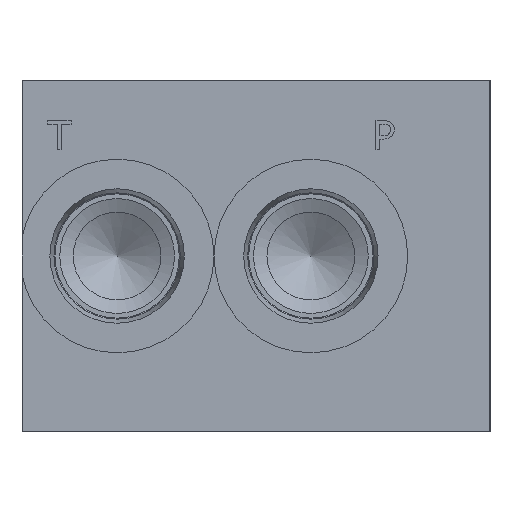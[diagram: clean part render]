
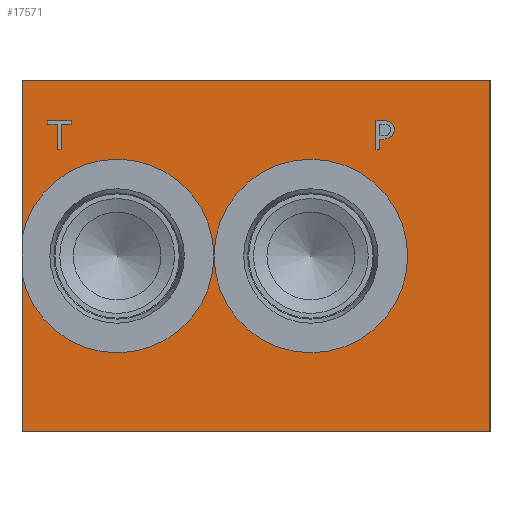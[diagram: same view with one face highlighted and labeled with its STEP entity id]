
A CAD part, left-side view. The second image highlights one B-rep face of the part: STEP entity #17571.
In plain terms, the highlighted planar face has unit normal (-1, 0, 0).
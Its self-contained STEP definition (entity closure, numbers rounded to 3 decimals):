
#221=CIRCLE('',#18297,21.019);
#222=CIRCLE('',#18298,21.019);
#223=CIRCLE('',#18299,21.019);
#639=FACE_BOUND('',#3147,.T.);
#640=FACE_BOUND('',#3148,.T.);
#641=FACE_BOUND('',#3149,.T.);
#1189=B_SPLINE_CURVE_WITH_KNOTS('',2,(#29158,#29159,#29160,#29161),
 .UNSPECIFIED.,.F.,.F.,(3,1,3),(0.,1.,2.),.UNSPECIFIED.);
#1191=B_SPLINE_CURVE_WITH_KNOTS('',2,(#29179,#29180,#29181,#29182),
 .UNSPECIFIED.,.F.,.F.,(3,1,3),(0.,1.,2.),.UNSPECIFIED.);
#1193=B_SPLINE_CURVE_WITH_KNOTS('',2,(#29228,#29229,#29230,#29231),
 .UNSPECIFIED.,.F.,.F.,(3,1,3),(0.,1.,2.),.UNSPECIFIED.);
#1195=B_SPLINE_CURVE_WITH_KNOTS('',2,(#29246,#29247,#29248,#29249),
 .UNSPECIFIED.,.F.,.F.,(3,1,3),(0.,1.,2.),.UNSPECIFIED.);
#2149=FACE_OUTER_BOUND('',#3146,.T.);
#3146=EDGE_LOOP('',(#14220,#14221,#14222,#14223,#14224,#14225));
#3147=EDGE_LOOP('',(#14226,#14227));
#3148=EDGE_LOOP('',(#14228,#14229,#14230,#14231,#14232,#14233,#14234,#14235));
#3149=EDGE_LOOP('',(#14236,#14237,#14238,#14239,#14240,#14241,#14242,#14243,
#14244));
#3577=LINE('',#22803,#5138);
#4041=LINE('',#26085,#5602);
#4719=LINE('',#29191,#6280);
#4722=LINE('',#29197,#6283);
#4725=LINE('',#29203,#6286);
#4728=LINE('',#29209,#6289);
#4731=LINE('',#29215,#6292);
#4735=LINE('',#29259,#6296);
#4736=LINE('',#29261,#6297);
#4737=LINE('',#29262,#6298);
#4738=LINE('',#29269,#6299);
#4739=LINE('',#29271,#6300);
#4740=LINE('',#29273,#6301);
#4741=LINE('',#29275,#6302);
#4742=LINE('',#29277,#6303);
#4743=LINE('',#29279,#6304);
#4744=LINE('',#29281,#6305);
#4745=LINE('',#29282,#6306);
#5138=VECTOR('',#19019,10.);
#5602=VECTOR('',#19781,10.);
#6280=VECTOR('',#20923,10.);
#6283=VECTOR('',#20928,10.);
#6286=VECTOR('',#20933,10.);
#6289=VECTOR('',#20938,10.);
#6292=VECTOR('',#20943,10.);
#6296=VECTOR('',#20953,10.);
#6297=VECTOR('',#20954,10.);
#6298=VECTOR('',#20955,10.);
#6299=VECTOR('',#20960,10.);
#6300=VECTOR('',#20961,10.);
#6301=VECTOR('',#20962,10.);
#6302=VECTOR('',#20963,10.);
#6303=VECTOR('',#20964,10.);
#6304=VECTOR('',#20965,10.);
#6305=VECTOR('',#20966,10.);
#6306=VECTOR('',#20967,10.);
#6690=VERTEX_POINT('',#22799);
#6692=VERTEX_POINT('',#22802);
#7201=VERTEX_POINT('',#26083);
#7791=VERTEX_POINT('',#29156);
#7792=VERTEX_POINT('',#29157);
#7795=VERTEX_POINT('',#29178);
#7797=VERTEX_POINT('',#29190);
#7799=VERTEX_POINT('',#29196);
#7801=VERTEX_POINT('',#29202);
#7803=VERTEX_POINT('',#29208);
#7805=VERTEX_POINT('',#29214);
#7807=VERTEX_POINT('',#29227);
#7809=VERTEX_POINT('',#29256);
#7810=VERTEX_POINT('',#29257);
#7811=VERTEX_POINT('',#29260);
#7812=VERTEX_POINT('',#29263);
#7813=VERTEX_POINT('',#29264);
#7814=VERTEX_POINT('',#29267);
#7815=VERTEX_POINT('',#29268);
#7816=VERTEX_POINT('',#29270);
#7817=VERTEX_POINT('',#29272);
#7818=VERTEX_POINT('',#29274);
#7819=VERTEX_POINT('',#29276);
#7820=VERTEX_POINT('',#29278);
#7821=VERTEX_POINT('',#29280);
#8412=EDGE_CURVE('',#6692,#6690,#3577,.T.);
#9166=EDGE_CURVE('',#6690,#7201,#4041,.T.);
#10046=EDGE_CURVE('',#7791,#7792,#1189,.T.);
#10050=EDGE_CURVE('',#7795,#7791,#1191,.T.);
#10053=EDGE_CURVE('',#7797,#7795,#4719,.T.);
#10056=EDGE_CURVE('',#7799,#7797,#4722,.T.);
#10059=EDGE_CURVE('',#7801,#7799,#4725,.T.);
#10062=EDGE_CURVE('',#7803,#7801,#4728,.T.);
#10065=EDGE_CURVE('',#7805,#7803,#4731,.T.);
#10068=EDGE_CURVE('',#7807,#7805,#1193,.T.);
#10071=EDGE_CURVE('',#7792,#7807,#1195,.T.);
#10073=EDGE_CURVE('',#7809,#7810,#221,.T.);
#10074=EDGE_CURVE('',#6692,#7810,#4735,.T.);
#10075=EDGE_CURVE('',#7811,#7201,#4736,.T.);
#10076=EDGE_CURVE('',#7809,#7811,#4737,.T.);
#10077=EDGE_CURVE('',#7812,#7813,#222,.T.);
#10078=EDGE_CURVE('',#7813,#7812,#223,.T.);
#10079=EDGE_CURVE('',#7814,#7815,#4738,.T.);
#10080=EDGE_CURVE('',#7815,#7816,#4739,.T.);
#10081=EDGE_CURVE('',#7816,#7817,#4740,.T.);
#10082=EDGE_CURVE('',#7817,#7818,#4741,.T.);
#10083=EDGE_CURVE('',#7818,#7819,#4742,.T.);
#10084=EDGE_CURVE('',#7819,#7820,#4743,.T.);
#10085=EDGE_CURVE('',#7820,#7821,#4744,.T.);
#10086=EDGE_CURVE('',#7821,#7814,#4745,.T.);
#14220=ORIENTED_EDGE('',*,*,#10073,.T.);
#14221=ORIENTED_EDGE('',*,*,#10074,.F.);
#14222=ORIENTED_EDGE('',*,*,#8412,.T.);
#14223=ORIENTED_EDGE('',*,*,#9166,.T.);
#14224=ORIENTED_EDGE('',*,*,#10075,.F.);
#14225=ORIENTED_EDGE('',*,*,#10076,.F.);
#14226=ORIENTED_EDGE('',*,*,#10077,.T.);
#14227=ORIENTED_EDGE('',*,*,#10078,.T.);
#14228=ORIENTED_EDGE('',*,*,#10079,.T.);
#14229=ORIENTED_EDGE('',*,*,#10080,.T.);
#14230=ORIENTED_EDGE('',*,*,#10081,.T.);
#14231=ORIENTED_EDGE('',*,*,#10082,.T.);
#14232=ORIENTED_EDGE('',*,*,#10083,.T.);
#14233=ORIENTED_EDGE('',*,*,#10084,.T.);
#14234=ORIENTED_EDGE('',*,*,#10085,.T.);
#14235=ORIENTED_EDGE('',*,*,#10086,.T.);
#14236=ORIENTED_EDGE('',*,*,#10046,.T.);
#14237=ORIENTED_EDGE('',*,*,#10071,.T.);
#14238=ORIENTED_EDGE('',*,*,#10068,.T.);
#14239=ORIENTED_EDGE('',*,*,#10065,.T.);
#14240=ORIENTED_EDGE('',*,*,#10062,.T.);
#14241=ORIENTED_EDGE('',*,*,#10059,.T.);
#14242=ORIENTED_EDGE('',*,*,#10056,.T.);
#14243=ORIENTED_EDGE('',*,*,#10053,.T.);
#14244=ORIENTED_EDGE('',*,*,#10050,.T.);
#16173=PLANE('',#18296);
#17571=ADVANCED_FACE('',(#2149,#639,#640,#641),#16173,.T.);
#18296=AXIS2_PLACEMENT_3D('',#29255,#20949,#20950);
#18297=AXIS2_PLACEMENT_3D('',#29258,#20951,#20952);
#18298=AXIS2_PLACEMENT_3D('',#29265,#20956,#20957);
#18299=AXIS2_PLACEMENT_3D('',#29266,#20958,#20959);
#19019=DIRECTION('',(0.,-1.,0.));
#19781=DIRECTION('',(0.,0.,1.));
#20923=DIRECTION('',(0.,-1.,0.));
#20928=DIRECTION('',(0.,0.,1.));
#20933=DIRECTION('',(0.,1.,0.));
#20938=DIRECTION('',(0.,0.,-1.));
#20943=DIRECTION('',(0.,1.,0.));
#20949=DIRECTION('center_axis',(-1.,0.,0.));
#20950=DIRECTION('ref_axis',(0.,-1.,0.));
#20951=DIRECTION('center_axis',(1.,0.,0.));
#20952=DIRECTION('ref_axis',(0.,0.,1.));
#20953=DIRECTION('',(0.,0.,1.));
#20954=DIRECTION('',(0.,-1.,0.));
#20955=DIRECTION('',(0.,0.,1.));
#20956=DIRECTION('center_axis',(1.,0.,0.));
#20957=DIRECTION('ref_axis',(0.,0.,1.));
#20958=DIRECTION('center_axis',(1.,0.,0.));
#20959=DIRECTION('ref_axis',(0.,0.,1.));
#20960=DIRECTION('',(0.,1.,0.));
#20961=DIRECTION('',(0.,0.,1.));
#20962=DIRECTION('',(0.,1.,0.));
#20963=DIRECTION('',(0.,0.,1.));
#20964=DIRECTION('',(0.,-1.,0.));
#20965=DIRECTION('',(0.,0.,-1.));
#20966=DIRECTION('',(0.,1.,0.));
#20967=DIRECTION('',(0.,0.,-1.));
#22799=CARTESIAN_POINT('',(0.,0.,0.));
#22802=CARTESIAN_POINT('',(0.,101.6,0.));
#22803=CARTESIAN_POINT('',(0.,101.6,0.));
#26083=CARTESIAN_POINT('',(0.,0.,76.2));
#26085=CARTESIAN_POINT('',(0.,0.,0.));
#29156=CARTESIAN_POINT('',(0.,21.499,67.073));
#29157=CARTESIAN_POINT('',(0.,20.743,65.554));
#29158=CARTESIAN_POINT('Ctrl Pts',(0.,21.499,67.073));
#29159=CARTESIAN_POINT('Ctrl Pts',(0.,21.144,66.831));
#29160=CARTESIAN_POINT('Ctrl Pts',(0.,20.743,66.085));
#29161=CARTESIAN_POINT('Ctrl Pts',(0.,20.743,65.554));
#29178=CARTESIAN_POINT('',(0.,23.162,67.469));
#29179=CARTESIAN_POINT('Ctrl Pts',(0.,23.162,67.469));
#29180=CARTESIAN_POINT('Ctrl Pts',(0.,22.596,67.469));
#29181=CARTESIAN_POINT('Ctrl Pts',(0.,21.803,67.283));
#29182=CARTESIAN_POINT('Ctrl Pts',(0.,21.499,67.073));
#29190=CARTESIAN_POINT('',(0.,24.757,67.469));
#29191=CARTESIAN_POINT('',(0.,63.178,67.469));
#29196=CARTESIAN_POINT('',(0.,24.757,61.119));
#29197=CARTESIAN_POINT('',(0.,24.757,30.559));
#29202=CARTESIAN_POINT('',(0.,23.913,61.119));
#29203=CARTESIAN_POINT('',(0.,62.756,61.119));
#29208=CARTESIAN_POINT('',(0.,23.913,63.486));
#29209=CARTESIAN_POINT('',(0.,23.913,31.743));
#29214=CARTESIAN_POINT('',(0.,23.198,63.486));
#29215=CARTESIAN_POINT('',(0.,62.399,63.486));
#29227=CARTESIAN_POINT('',(0.,21.299,64.145));
#29228=CARTESIAN_POINT('Ctrl Pts',(0.,21.299,64.145));
#29229=CARTESIAN_POINT('Ctrl Pts',(0.,21.628,63.82));
#29230=CARTESIAN_POINT('Ctrl Pts',(0.,22.518,63.486));
#29231=CARTESIAN_POINT('Ctrl Pts',(0.,23.198,63.486));
#29246=CARTESIAN_POINT('Ctrl Pts',(0.,20.743,65.554));
#29247=CARTESIAN_POINT('Ctrl Pts',(0.,20.743,65.143));
#29248=CARTESIAN_POINT('Ctrl Pts',(0.,21.036,64.402));
#29249=CARTESIAN_POINT('Ctrl Pts',(0.,21.299,64.145));
#29255=CARTESIAN_POINT('Origin',(0.,101.6,0.));
#29256=CARTESIAN_POINT('',(0.,101.6,42.017));
#29257=CARTESIAN_POINT('',(0.,101.6,34.183));
#29258=CARTESIAN_POINT('Origin',(0.,80.95,38.1));
#29259=CARTESIAN_POINT('',(0.,101.6,0.));
#29260=CARTESIAN_POINT('',(0.,101.6,76.2));
#29261=CARTESIAN_POINT('',(0.,101.6,76.2));
#29262=CARTESIAN_POINT('',(0.,101.6,0.));
#29263=CARTESIAN_POINT('',(0.,38.887,59.119));
#29264=CARTESIAN_POINT('',(0.,38.887,17.082));
#29265=CARTESIAN_POINT('Origin',(0.,38.887,38.1));
#29266=CARTESIAN_POINT('Origin',(0.,38.887,38.1));
#29267=CARTESIAN_POINT('',(0.,93.075,61.119));
#29268=CARTESIAN_POINT('',(0.,93.919,61.119));
#29269=CARTESIAN_POINT('',(0.,97.337,61.119));
#29270=CARTESIAN_POINT('',(0.,93.919,66.717));
#29271=CARTESIAN_POINT('',(0.,93.919,30.559));
#29272=CARTESIAN_POINT('',(0.,96.049,66.717));
#29273=CARTESIAN_POINT('',(0.,97.759,66.717));
#29274=CARTESIAN_POINT('',(0.,96.049,67.469));
#29275=CARTESIAN_POINT('',(0.,96.049,33.359));
#29276=CARTESIAN_POINT('',(0.,90.944,67.469));
#29277=CARTESIAN_POINT('',(0.,98.824,67.469));
#29278=CARTESIAN_POINT('',(0.,90.944,66.717));
#29279=CARTESIAN_POINT('',(0.,90.944,33.734));
#29280=CARTESIAN_POINT('',(0.,93.075,66.717));
#29281=CARTESIAN_POINT('',(0.,96.272,66.717));
#29282=CARTESIAN_POINT('',(0.,93.075,33.359));
